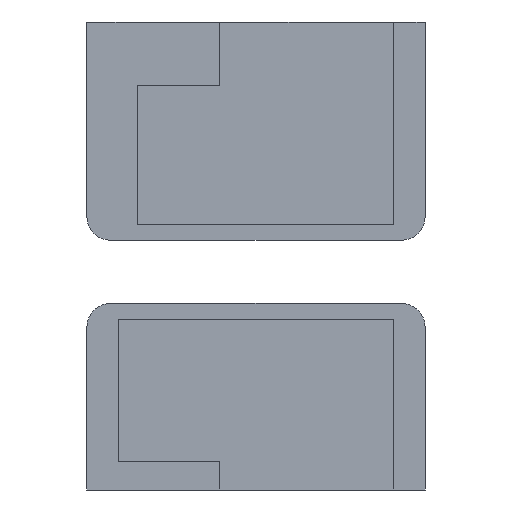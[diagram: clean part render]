
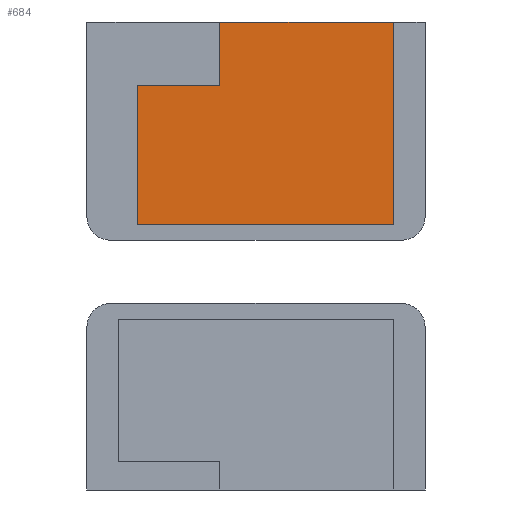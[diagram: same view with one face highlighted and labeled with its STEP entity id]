
A CAD part, front view. The second image highlights one B-rep face of the part: STEP entity #684.
In plain terms, the highlighted planar face has unit normal (0, -1, 0).
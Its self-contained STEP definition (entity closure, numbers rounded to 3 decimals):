
#50=PLANE('',#774);
#92=FACE_OUTER_BOUND('',#130,.T.);
#130=EDGE_LOOP('',(#631,#632,#633,#634,#635,#636));
#190=LINE('',#1155,#260);
#192=LINE('',#1159,#262);
#194=LINE('',#1163,#264);
#196=LINE('',#1167,#266);
#198=LINE('',#1171,#268);
#200=LINE('',#1174,#270);
#260=VECTOR('',#954,10.);
#262=VECTOR('',#958,10.);
#264=VECTOR('',#962,10.);
#266=VECTOR('',#966,10.);
#268=VECTOR('',#970,10.);
#270=VECTOR('',#974,10.);
#349=VERTEX_POINT('',#1152);
#350=VERTEX_POINT('',#1154);
#351=VERTEX_POINT('',#1158);
#352=VERTEX_POINT('',#1162);
#353=VERTEX_POINT('',#1166);
#354=VERTEX_POINT('',#1170);
#438=EDGE_CURVE('',#350,#349,#190,.T.);
#440=EDGE_CURVE('',#351,#349,#192,.T.);
#442=EDGE_CURVE('',#352,#351,#194,.T.);
#444=EDGE_CURVE('',#353,#352,#196,.T.);
#446=EDGE_CURVE('',#354,#353,#198,.T.);
#448=EDGE_CURVE('',#350,#354,#200,.T.);
#631=ORIENTED_EDGE('',*,*,#448,.F.);
#632=ORIENTED_EDGE('',*,*,#438,.T.);
#633=ORIENTED_EDGE('',*,*,#440,.F.);
#634=ORIENTED_EDGE('',*,*,#442,.F.);
#635=ORIENTED_EDGE('',*,*,#444,.F.);
#636=ORIENTED_EDGE('',*,*,#446,.F.);
#684=ADVANCED_FACE('',(#92),#50,.F.);
#774=AXIS2_PLACEMENT_3D('',#1175,#975,#976);
#954=DIRECTION('',(-1.,0.,0.));
#958=DIRECTION('',(0.,0.,1.));
#962=DIRECTION('',(1.,0.,0.));
#966=DIRECTION('',(0.,0.,1.));
#970=DIRECTION('',(-1.,0.,0.));
#974=DIRECTION('',(0.,0.,-1.));
#975=DIRECTION('center_axis',(0.,1.,0.));
#976=DIRECTION('ref_axis',(1.,0.,0.));
#1152=CARTESIAN_POINT('',(-55.,0.,64.));
#1154=CARTESIAN_POINT('',(0.,0.,64.));
#1155=CARTESIAN_POINT('',(10.,0.,64.));
#1158=CARTESIAN_POINT('',(-55.,0.,44.));
#1159=CARTESIAN_POINT('',(-55.,0.,44.));
#1162=CARTESIAN_POINT('',(-81.,0.,44.));
#1163=CARTESIAN_POINT('',(-81.,0.,44.));
#1166=CARTESIAN_POINT('',(-81.,0.,0.));
#1167=CARTESIAN_POINT('',(-81.,0.,0.));
#1170=CARTESIAN_POINT('',(0.,0.,0.));
#1171=CARTESIAN_POINT('',(0.,0.,0.));
#1174=CARTESIAN_POINT('',(0.,0.,64.));
#1175=CARTESIAN_POINT('Origin',(-40.5,0.,32.));
